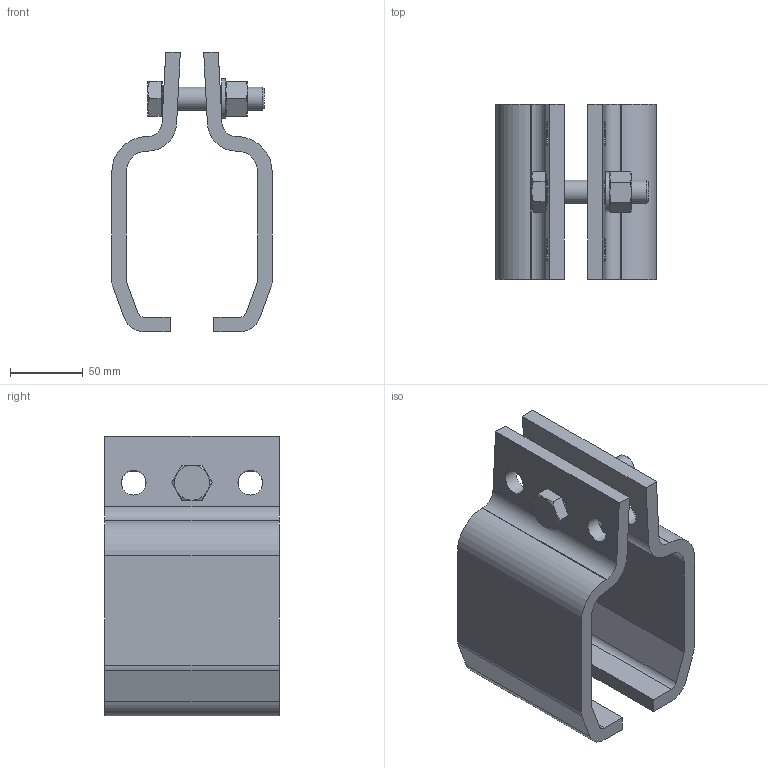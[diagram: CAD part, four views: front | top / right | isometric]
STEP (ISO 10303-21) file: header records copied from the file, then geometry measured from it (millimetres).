
FILE_DESCRIPTION(('STEP AP214'),'1');
FILE_NAME('PMH Klämma 1708.stp','2013-06-27T15:03:17',(' '),(' '),'Spatial InterOp 3D',' ',' ');
FILE_SCHEMA(('automotive_design'));
Length unit declared in the file: millimetre
Products named in the file (6): PMH Profilskena Kl_mma 1708; Part1; Part2; Part3; Part4; Part5
Assembly tree (5 placements, depth 2):
  PMH Profilskena Kl_mma 1708
    Part1
    Part2
    Part3
    Part4
    Part5
Bounding box: 110 x 120 x 192 mm (x, y, z)
Volume: 566350.3 mm3; surface area: 134383.6 mm2
Topology: 5 solids, 5 shells, 92 faces, 227 edges, 147 vertices
Faces by surface type: plane 50, cylinder 25, cone 16, torus 1
Full cylindrical faces by diameter (mm): 13.835 x1, 16 x1, 17 x6, 23.84 x1
Entity records: 3629 total; most frequent: CARTESIAN_POINT 640, DIRECTION 442, ORIENTED_EDGE 418, EDGE_CURVE 209, AXIS2_PLACEMENT_3D 165, VERTEX_POINT 143, EDGE_LOOP 122, LINE 112
